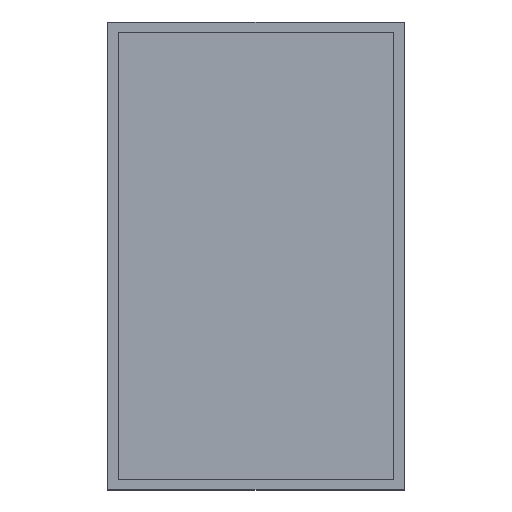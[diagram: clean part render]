
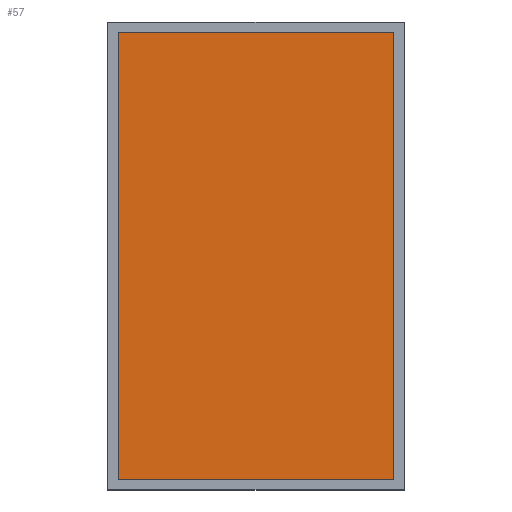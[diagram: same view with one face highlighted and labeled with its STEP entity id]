
A CAD part, top view. The second image highlights one B-rep face of the part: STEP entity #57.
In plain terms, the highlighted planar face has unit normal (0, 0, 1).
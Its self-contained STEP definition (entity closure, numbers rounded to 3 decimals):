
#57=ADVANCED_FACE('',(#92),#94,.T.);
#92=FACE_BOUND('',#93,.T.);
#93=EDGE_LOOP('',(#159,#160,#161,#162));
#94=PLANE('',#95);
#95=AXIS2_PLACEMENT_3D('',#96,#97,#98);
#96=CARTESIAN_POINT('',(0.,0.,2.));
#97=DIRECTION('',(0.,0.,1.));
#98=DIRECTION('',(-1.,0.,0.));
#159=ORIENTED_EDGE('',*,*,#203,.F.);
#160=ORIENTED_EDGE('',*,*,#204,.F.);
#161=ORIENTED_EDGE('',*,*,#205,.F.);
#162=ORIENTED_EDGE('',*,*,#206,.F.);
#203=EDGE_CURVE('',#235,#236,#237,.F.);
#204=EDGE_CURVE('',#238,#235,#239,.F.);
#205=EDGE_CURVE('',#240,#238,#241,.F.);
#206=EDGE_CURVE('',#236,#240,#242,.F.);
#235=VERTEX_POINT('',#299);
#236=VERTEX_POINT('',#300);
#237=LINE('',#301,#302);
#238=VERTEX_POINT('',#304);
#239=LINE('',#305,#306);
#240=VERTEX_POINT('',#308);
#241=LINE('',#309,#310);
#242=LINE('',#312,#313);
#299=CARTESIAN_POINT('',(26.5,43.,2.));
#300=CARTESIAN_POINT('',(26.5,-43.,2.));
#301=CARTESIAN_POINT('',(26.5,-43.,2.));
#302=VECTOR('',#303,1.);
#303=DIRECTION('',(0.,1.,0.));
#304=CARTESIAN_POINT('',(-26.5,43.,2.));
#305=CARTESIAN_POINT('',(26.5,43.,2.));
#306=VECTOR('',#307,1.);
#307=DIRECTION('',(-1.,0.,0.));
#308=CARTESIAN_POINT('',(-26.5,-43.,2.));
#309=CARTESIAN_POINT('',(-26.5,43.,2.));
#310=VECTOR('',#311,1.);
#311=DIRECTION('',(0.,-1.,0.));
#312=CARTESIAN_POINT('',(-26.5,-43.,2.));
#313=VECTOR('',#314,1.);
#314=DIRECTION('',(1.,0.,0.));
